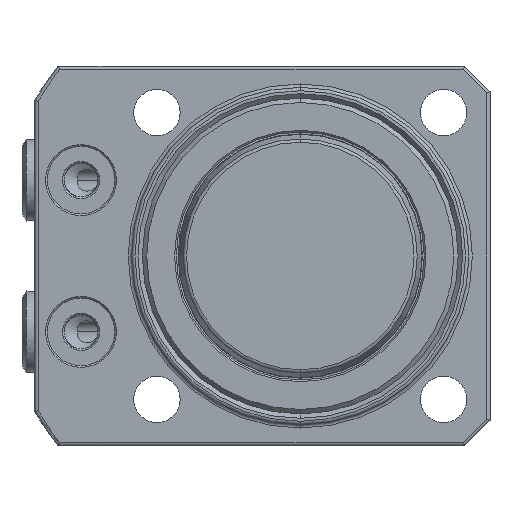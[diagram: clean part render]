
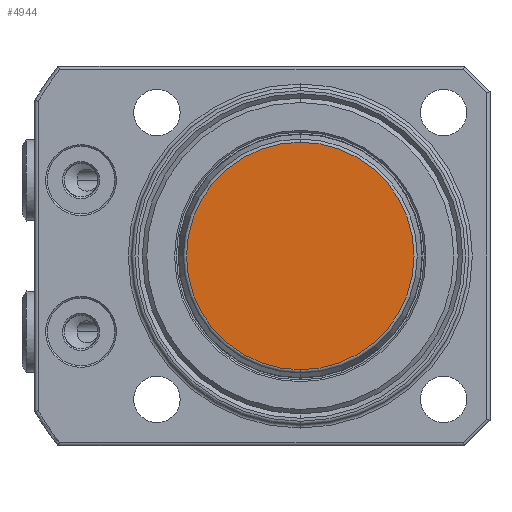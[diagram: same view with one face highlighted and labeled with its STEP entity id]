
A CAD part, front view. The second image highlights one B-rep face of the part: STEP entity #4944.
In plain terms, the highlighted planar face has unit normal (0, -1, 0).
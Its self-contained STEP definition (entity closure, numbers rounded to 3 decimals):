
#74 = EDGE_LOOP ( 'NONE', ( #5432, #5430 ) ) ;
#744 = AXIS2_PLACEMENT_3D ( 'NONE', #1997, #1998, #1999 ) ;
#771 = AXIS2_PLACEMENT_3D ( 'NONE', #1960, #1961, #1962 ) ;
#778 = FACE_OUTER_BOUND ( 'NONE', #74, .T. ) ;
#779 = AXIS2_PLACEMENT_3D ( 'NONE', #1947, #1948, #1949 ) ;
#1947 = CARTESIAN_POINT ( 'NONE',  ( 0., 0., 0. ) ) ;
#1948 = DIRECTION ( 'NONE',  ( 0., -1., 0. ) ) ;
#1949 = DIRECTION ( 'NONE',  ( 0., 0., 1. ) ) ;
#1959 = PLANE ( 'NONE',  #771 ) ;
#1960 = CARTESIAN_POINT ( 'NONE',  ( 0., 0., 0. ) ) ;
#1961 = DIRECTION ( 'NONE',  ( 0., 1., 0. ) ) ;
#1962 = DIRECTION ( 'NONE',  ( 0., 0., 1. ) ) ;
#1997 = CARTESIAN_POINT ( 'NONE',  ( 0., 0., 0. ) ) ;
#1998 = DIRECTION ( 'NONE',  ( 0., -1., 0. ) ) ;
#1999 = DIRECTION ( 'NONE',  ( 0., 0., 1. ) ) ;
#2923 = VERTEX_POINT ( 'NONE', #5289 ) ;
#2925 = VERTEX_POINT ( 'NONE', #5291 ) ;
#4392 = CIRCLE ( 'NONE', #744, 13.492 ) ;
#4402 = CIRCLE ( 'NONE', #779, 13.492 ) ;
#4940 = EDGE_CURVE ( 'NONE', #2923, #2925, #4402, .T. ) ;
#4944 = ADVANCED_FACE ( 'NONE', ( #778 ), #1959, .F. ) ;
#4956 = EDGE_CURVE ( 'NONE', #2925, #2923, #4392, .T. ) ;
#5289 = CARTESIAN_POINT ( 'NONE',  ( 0., 0., -13.492 ) ) ;
#5291 = CARTESIAN_POINT ( 'NONE',  ( 0., 0., 13.492 ) ) ;
#5430 = ORIENTED_EDGE ( 'NONE', *, *, #4940, .T. ) ;
#5432 = ORIENTED_EDGE ( 'NONE', *, *, #4956, .T. ) ;
